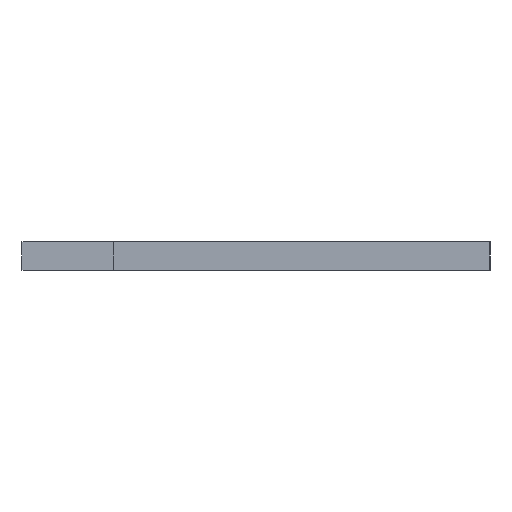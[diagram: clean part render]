
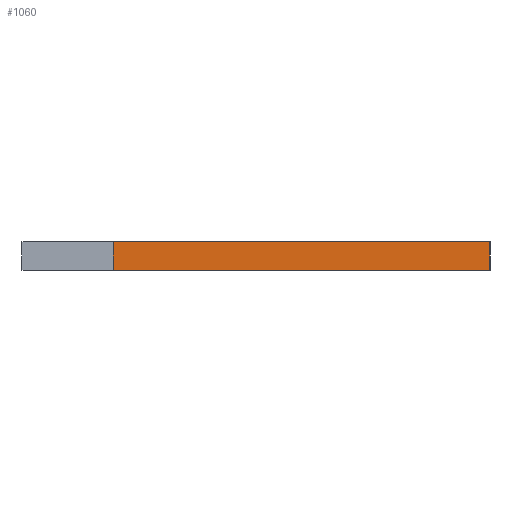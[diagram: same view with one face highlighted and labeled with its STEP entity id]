
A CAD part, left-side view. The second image highlights one B-rep face of the part: STEP entity #1060.
In plain terms, the highlighted planar face has unit normal (-1, 0, 0).
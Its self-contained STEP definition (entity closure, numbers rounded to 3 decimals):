
#83 = PLANE('',#84);
#84 = AXIS2_PLACEMENT_3D('',#85,#86,#87);
#85 = CARTESIAN_POINT('',(158.623,-105.693,1.6));
#86 = DIRECTION('',(-0.,-0.,-1.));
#87 = DIRECTION('',(-1.,0.,0.));
#137 = PLANE('',#138);
#138 = AXIS2_PLACEMENT_3D('',#139,#140,#141);
#139 = CARTESIAN_POINT('',(158.623,-105.693,0.));
#140 = DIRECTION('',(-0.,-0.,-1.));
#141 = DIRECTION('',(-1.,0.,0.));
#952 = PLANE('',#953);
#953 = AXIS2_PLACEMENT_3D('',#954,#955,#956);
#954 = CARTESIAN_POINT('',(130.048,-118.536,0.));
#955 = DIRECTION('',(0.,-1.,0.));
#956 = DIRECTION('',(-1.,0.,0.));
#990 = VERTEX_POINT('',#991);
#991 = CARTESIAN_POINT('',(122.428,-118.536,1.6));
#1012 = EDGE_CURVE('',#1013,#990,#1015,.T.);
#1013 = VERTEX_POINT('',#1014);
#1014 = CARTESIAN_POINT('',(122.428,-118.536,0.));
#1015 = SURFACE_CURVE('',#1016,(#1020,#1027),.PCURVE_S1.);
#1016 = LINE('',#1017,#1018);
#1017 = CARTESIAN_POINT('',(122.428,-118.536,0.));
#1018 = VECTOR('',#1019,1.);
#1019 = DIRECTION('',(0.,0.,1.));
#1020 = PCURVE('',#952,#1021);
#1021 = DEFINITIONAL_REPRESENTATION('',(#1022),#1026);
#1022 = LINE('',#1023,#1024);
#1023 = CARTESIAN_POINT('',(7.62,0.));
#1024 = VECTOR('',#1025,1.);
#1025 = DIRECTION('',(0.,-1.));
#1026 = ( GEOMETRIC_REPRESENTATION_CONTEXT(2) 
PARAMETRIC_REPRESENTATION_CONTEXT() REPRESENTATION_CONTEXT('2D SPACE',''
  ) );
#1027 = PCURVE('',#1028,#1033);
#1028 = PLANE('',#1029);
#1029 = AXIS2_PLACEMENT_3D('',#1030,#1031,#1032);
#1030 = CARTESIAN_POINT('',(122.428,-118.536,0.));
#1031 = DIRECTION('',(-1.,0.,0.));
#1032 = DIRECTION('',(0.,1.,0.));
#1033 = DEFINITIONAL_REPRESENTATION('',(#1034),#1038);
#1034 = LINE('',#1035,#1036);
#1035 = CARTESIAN_POINT('',(0.,0.));
#1036 = VECTOR('',#1037,1.);
#1037 = DIRECTION('',(0.,-1.));
#1038 = ( GEOMETRIC_REPRESENTATION_CONTEXT(2) 
PARAMETRIC_REPRESENTATION_CONTEXT() REPRESENTATION_CONTEXT('2D SPACE',''
  ) );
#1060 = ADVANCED_FACE('',(#1061),#1028,.T.);
#1061 = FACE_BOUND('',#1062,.T.);
#1062 = EDGE_LOOP('',(#1063,#1064,#1087,#1115));
#1063 = ORIENTED_EDGE('',*,*,#1012,.T.);
#1064 = ORIENTED_EDGE('',*,*,#1065,.T.);
#1065 = EDGE_CURVE('',#990,#1066,#1068,.T.);
#1066 = VERTEX_POINT('',#1067);
#1067 = CARTESIAN_POINT('',(122.428,-97.536,1.6));
#1068 = SURFACE_CURVE('',#1069,(#1073,#1080),.PCURVE_S1.);
#1069 = LINE('',#1070,#1071);
#1070 = CARTESIAN_POINT('',(122.428,-118.536,1.6));
#1071 = VECTOR('',#1072,1.);
#1072 = DIRECTION('',(0.,1.,0.));
#1073 = PCURVE('',#1028,#1074);
#1074 = DEFINITIONAL_REPRESENTATION('',(#1075),#1079);
#1075 = LINE('',#1076,#1077);
#1076 = CARTESIAN_POINT('',(0.,-1.6));
#1077 = VECTOR('',#1078,1.);
#1078 = DIRECTION('',(1.,0.));
#1079 = ( GEOMETRIC_REPRESENTATION_CONTEXT(2) 
PARAMETRIC_REPRESENTATION_CONTEXT() REPRESENTATION_CONTEXT('2D SPACE',''
  ) );
#1080 = PCURVE('',#83,#1081);
#1081 = DEFINITIONAL_REPRESENTATION('',(#1082),#1086);
#1082 = LINE('',#1083,#1084);
#1083 = CARTESIAN_POINT('',(36.195,-12.843));
#1084 = VECTOR('',#1085,1.);
#1085 = DIRECTION('',(0.,1.));
#1086 = ( GEOMETRIC_REPRESENTATION_CONTEXT(2) 
PARAMETRIC_REPRESENTATION_CONTEXT() REPRESENTATION_CONTEXT('2D SPACE',''
  ) );
#1087 = ORIENTED_EDGE('',*,*,#1088,.F.);
#1088 = EDGE_CURVE('',#1089,#1066,#1091,.T.);
#1089 = VERTEX_POINT('',#1090);
#1090 = CARTESIAN_POINT('',(122.428,-97.536,0.));
#1091 = SURFACE_CURVE('',#1092,(#1096,#1103),.PCURVE_S1.);
#1092 = LINE('',#1093,#1094);
#1093 = CARTESIAN_POINT('',(122.428,-97.536,0.));
#1094 = VECTOR('',#1095,1.);
#1095 = DIRECTION('',(0.,0.,1.));
#1096 = PCURVE('',#1028,#1097);
#1097 = DEFINITIONAL_REPRESENTATION('',(#1098),#1102);
#1098 = LINE('',#1099,#1100);
#1099 = CARTESIAN_POINT('',(21.,0.));
#1100 = VECTOR('',#1101,1.);
#1101 = DIRECTION('',(0.,-1.));
#1102 = ( GEOMETRIC_REPRESENTATION_CONTEXT(2) 
PARAMETRIC_REPRESENTATION_CONTEXT() REPRESENTATION_CONTEXT('2D SPACE',''
  ) );
#1103 = PCURVE('',#1104,#1109);
#1104 = PLANE('',#1105);
#1105 = AXIS2_PLACEMENT_3D('',#1106,#1107,#1108);
#1106 = CARTESIAN_POINT('',(122.428,-97.536,0.));
#1107 = DIRECTION('',(0.,1.,0.));
#1108 = DIRECTION('',(1.,0.,0.));
#1109 = DEFINITIONAL_REPRESENTATION('',(#1110),#1114);
#1110 = LINE('',#1111,#1112);
#1111 = CARTESIAN_POINT('',(0.,0.));
#1112 = VECTOR('',#1113,1.);
#1113 = DIRECTION('',(0.,-1.));
#1114 = ( GEOMETRIC_REPRESENTATION_CONTEXT(2) 
PARAMETRIC_REPRESENTATION_CONTEXT() REPRESENTATION_CONTEXT('2D SPACE',''
  ) );
#1115 = ORIENTED_EDGE('',*,*,#1116,.F.);
#1116 = EDGE_CURVE('',#1013,#1089,#1117,.T.);
#1117 = SURFACE_CURVE('',#1118,(#1122,#1129),.PCURVE_S1.);
#1118 = LINE('',#1119,#1120);
#1119 = CARTESIAN_POINT('',(122.428,-118.536,0.));
#1120 = VECTOR('',#1121,1.);
#1121 = DIRECTION('',(0.,1.,0.));
#1122 = PCURVE('',#1028,#1123);
#1123 = DEFINITIONAL_REPRESENTATION('',(#1124),#1128);
#1124 = LINE('',#1125,#1126);
#1125 = CARTESIAN_POINT('',(0.,0.));
#1126 = VECTOR('',#1127,1.);
#1127 = DIRECTION('',(1.,0.));
#1128 = ( GEOMETRIC_REPRESENTATION_CONTEXT(2) 
PARAMETRIC_REPRESENTATION_CONTEXT() REPRESENTATION_CONTEXT('2D SPACE',''
  ) );
#1129 = PCURVE('',#137,#1130);
#1130 = DEFINITIONAL_REPRESENTATION('',(#1131),#1135);
#1131 = LINE('',#1132,#1133);
#1132 = CARTESIAN_POINT('',(36.195,-12.843));
#1133 = VECTOR('',#1134,1.);
#1134 = DIRECTION('',(0.,1.));
#1135 = ( GEOMETRIC_REPRESENTATION_CONTEXT(2) 
PARAMETRIC_REPRESENTATION_CONTEXT() REPRESENTATION_CONTEXT('2D SPACE',''
  ) );
